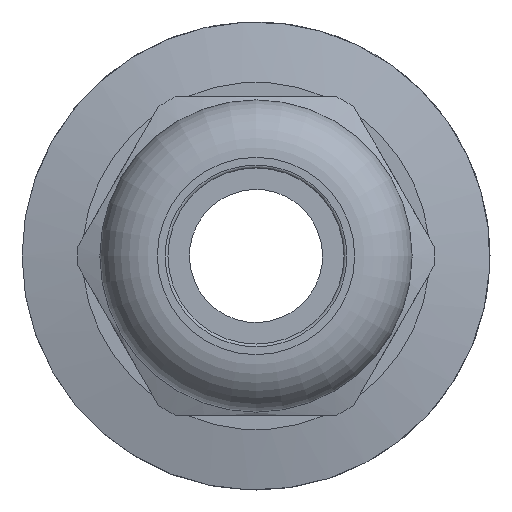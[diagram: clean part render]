
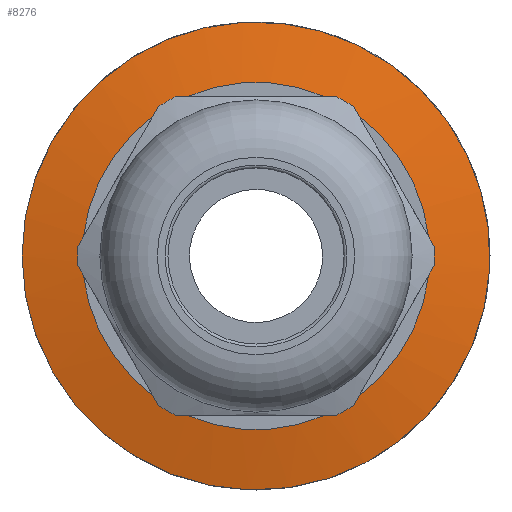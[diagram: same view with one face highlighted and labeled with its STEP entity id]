
A CAD part, left-side view. The second image highlights one B-rep face of the part: STEP entity #8276.
In plain terms, the highlighted conical face has half-angle 78.361 degrees and reference radius 14.088 mm.
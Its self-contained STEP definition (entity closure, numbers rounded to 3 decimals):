
#1689=FACE_BOUND('',#2328,.T.);
#1790=FACE_OUTER_BOUND('',#2327,.T.);
#2327=EDGE_LOOP('',(#5860,#5861,#5862,#5863,#5864,#5865,#5866,#5867,#5868,
#5869,#5870,#5871));
#2328=EDGE_LOOP('',(#5872));
#2885=CIRCLE('',#8899,12.);
#2886=CIRCLE('',#8902,12.);
#2887=CIRCLE('',#8905,12.);
#2888=CIRCLE('',#8908,12.);
#2889=CIRCLE('',#8911,12.);
#2890=CIRCLE('',#8914,12.);
#2892=CIRCLE('',#8917,12.);
#2894=CIRCLE('',#8920,12.);
#2896=CIRCLE('',#8923,12.);
#2897=CIRCLE('',#8925,12.);
#2899=CIRCLE('',#8928,12.);
#2903=CIRCLE('',#8934,12.);
#2904=CIRCLE('',#8936,16.175);
#3606=VERTEX_POINT('',#14300);
#3607=VERTEX_POINT('',#14302);
#3610=VERTEX_POINT('',#14313);
#3611=VERTEX_POINT('',#14315);
#3614=VERTEX_POINT('',#14326);
#3615=VERTEX_POINT('',#14328);
#3618=VERTEX_POINT('',#14339);
#3619=VERTEX_POINT('',#14341);
#3622=VERTEX_POINT('',#14352);
#3623=VERTEX_POINT('',#14354);
#3626=VERTEX_POINT('',#14365);
#3627=VERTEX_POINT('',#14367);
#3629=VERTEX_POINT('',#14394);
#4439=EDGE_CURVE('',#3607,#3606,#2885,.T.);
#4444=EDGE_CURVE('',#3611,#3610,#2886,.T.);
#4449=EDGE_CURVE('',#3615,#3614,#2887,.T.);
#4454=EDGE_CURVE('',#3619,#3618,#2888,.T.);
#4459=EDGE_CURVE('',#3623,#3622,#2889,.T.);
#4464=EDGE_CURVE('',#3627,#3626,#2890,.T.);
#4466=EDGE_CURVE('',#3606,#3623,#2892,.T.);
#4468=EDGE_CURVE('',#3610,#3619,#2894,.T.);
#4470=EDGE_CURVE('',#3614,#3627,#2896,.T.);
#4471=EDGE_CURVE('',#3618,#3615,#2897,.T.);
#4473=EDGE_CURVE('',#3622,#3611,#2899,.T.);
#4477=EDGE_CURVE('',#3626,#3607,#2903,.T.);
#4478=EDGE_CURVE('',#3629,#3629,#2904,.T.);
#5860=ORIENTED_EDGE('',*,*,#4473,.T.);
#5861=ORIENTED_EDGE('',*,*,#4444,.T.);
#5862=ORIENTED_EDGE('',*,*,#4468,.T.);
#5863=ORIENTED_EDGE('',*,*,#4454,.T.);
#5864=ORIENTED_EDGE('',*,*,#4471,.T.);
#5865=ORIENTED_EDGE('',*,*,#4449,.T.);
#5866=ORIENTED_EDGE('',*,*,#4470,.T.);
#5867=ORIENTED_EDGE('',*,*,#4464,.T.);
#5868=ORIENTED_EDGE('',*,*,#4477,.T.);
#5869=ORIENTED_EDGE('',*,*,#4439,.T.);
#5870=ORIENTED_EDGE('',*,*,#4466,.T.);
#5871=ORIENTED_EDGE('',*,*,#4459,.T.);
#5872=ORIENTED_EDGE('',*,*,#4478,.T.);
#8201=CONICAL_SURFACE('',#8935,14.088,78.361);
#8276=ADVANCED_FACE('',(#1790,#1689),#8201,.T.);
#8899=AXIS2_PLACEMENT_3D('',#14306,#10041,#10042);
#8902=AXIS2_PLACEMENT_3D('',#14319,#10050,#10051);
#8905=AXIS2_PLACEMENT_3D('',#14332,#10059,#10060);
#8908=AXIS2_PLACEMENT_3D('',#14345,#10068,#10069);
#8911=AXIS2_PLACEMENT_3D('',#14358,#10077,#10078);
#8914=AXIS2_PLACEMENT_3D('',#14371,#10086,#10087);
#8917=AXIS2_PLACEMENT_3D('',#14374,#10092,#10093);
#8920=AXIS2_PLACEMENT_3D('',#14377,#10098,#10099);
#8923=AXIS2_PLACEMENT_3D('',#14380,#10104,#10105);
#8925=AXIS2_PLACEMENT_3D('',#14382,#10108,#10109);
#8928=AXIS2_PLACEMENT_3D('',#14385,#10114,#10115);
#8934=AXIS2_PLACEMENT_3D('',#14392,#10126,#10127);
#8935=AXIS2_PLACEMENT_3D('',#14393,#10128,#10129);
#8936=AXIS2_PLACEMENT_3D('',#14395,#10130,#10131);
#10041=DIRECTION('center_axis',(1.,0.,0.));
#10042=DIRECTION('ref_axis',(0.,0.,-1.));
#10050=DIRECTION('center_axis',(1.,0.,0.));
#10051=DIRECTION('ref_axis',(0.,0.,-1.));
#10059=DIRECTION('center_axis',(1.,0.,0.));
#10060=DIRECTION('ref_axis',(0.,0.,-1.));
#10068=DIRECTION('center_axis',(1.,0.,0.));
#10069=DIRECTION('ref_axis',(0.,0.,-1.));
#10077=DIRECTION('center_axis',(1.,0.,0.));
#10078=DIRECTION('ref_axis',(0.,0.,-1.));
#10086=DIRECTION('center_axis',(1.,0.,0.));
#10087=DIRECTION('ref_axis',(0.,0.,-1.));
#10092=DIRECTION('center_axis',(1.,0.,0.));
#10093=DIRECTION('ref_axis',(0.,0.,-1.));
#10098=DIRECTION('center_axis',(1.,0.,0.));
#10099=DIRECTION('ref_axis',(0.,0.,-1.));
#10104=DIRECTION('center_axis',(1.,0.,0.));
#10105=DIRECTION('ref_axis',(0.,0.,-1.));
#10108=DIRECTION('center_axis',(1.,0.,0.));
#10109=DIRECTION('ref_axis',(0.,0.,-1.));
#10114=DIRECTION('center_axis',(1.,0.,0.));
#10115=DIRECTION('ref_axis',(0.,0.,-1.));
#10126=DIRECTION('center_axis',(1.,0.,0.));
#10127=DIRECTION('ref_axis',(0.,0.,-1.));
#10128=DIRECTION('center_axis',(1.,0.,0.));
#10129=DIRECTION('ref_axis',(0.,-1.,0.));
#10130=DIRECTION('center_axis',(-1.,0.,0.));
#10131=DIRECTION('ref_axis',(0.,-1.,0.));
#14300=CARTESIAN_POINT('',(-5.96,4.796,-11.));
#14302=CARTESIAN_POINT('',(-5.96,-4.796,-11.));
#14306=CARTESIAN_POINT('Origin',(-5.96,0.,0.));
#14313=CARTESIAN_POINT('',(-5.96,7.128,9.653));
#14315=CARTESIAN_POINT('',(-5.96,11.924,1.347));
#14319=CARTESIAN_POINT('Origin',(-5.96,0.,0.));
#14326=CARTESIAN_POINT('',(-5.96,-11.924,1.347));
#14328=CARTESIAN_POINT('',(-5.96,-7.128,9.653));
#14332=CARTESIAN_POINT('Origin',(-5.96,0.,0.));
#14339=CARTESIAN_POINT('',(-5.96,-4.796,11.));
#14341=CARTESIAN_POINT('',(-5.96,4.796,11.));
#14345=CARTESIAN_POINT('Origin',(-5.96,0.,0.));
#14352=CARTESIAN_POINT('',(-5.96,11.924,-1.347));
#14354=CARTESIAN_POINT('',(-5.96,7.128,-9.653));
#14358=CARTESIAN_POINT('Origin',(-5.96,0.,0.));
#14365=CARTESIAN_POINT('',(-5.96,-7.128,-9.653));
#14367=CARTESIAN_POINT('',(-5.96,-11.924,-1.347));
#14371=CARTESIAN_POINT('Origin',(-5.96,0.,0.));
#14374=CARTESIAN_POINT('Origin',(-5.96,0.,0.));
#14377=CARTESIAN_POINT('Origin',(-5.96,0.,0.));
#14380=CARTESIAN_POINT('Origin',(-5.96,0.,0.));
#14382=CARTESIAN_POINT('Origin',(-5.96,0.,0.));
#14385=CARTESIAN_POINT('Origin',(-5.96,0.,0.));
#14392=CARTESIAN_POINT('Origin',(-5.96,0.,0.));
#14393=CARTESIAN_POINT('Origin',(-5.53,0.,0.));
#14394=CARTESIAN_POINT('',(-5.1,16.175,0.));
#14395=CARTESIAN_POINT('Origin',(-5.1,0.,0.));
